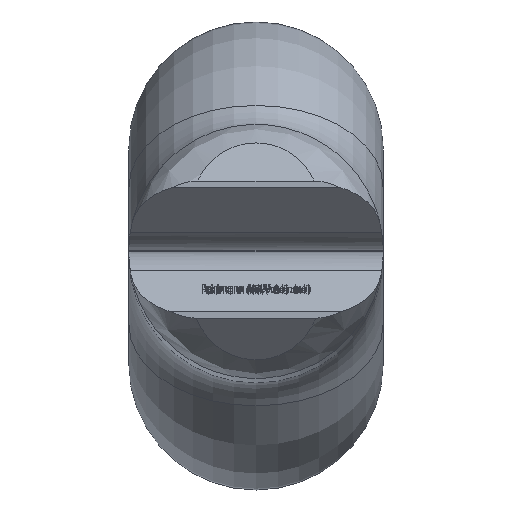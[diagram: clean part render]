
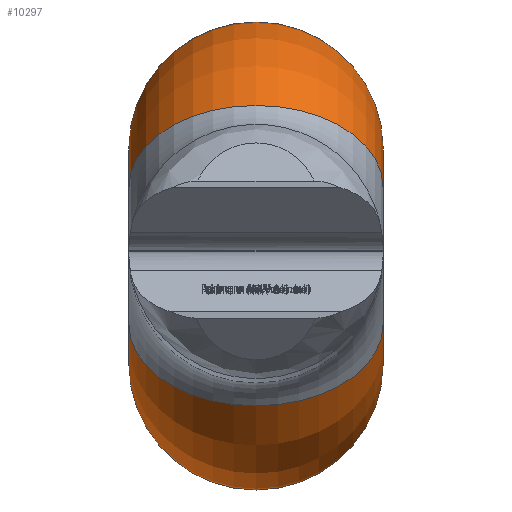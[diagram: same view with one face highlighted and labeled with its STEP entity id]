
A CAD part, top view. The second image highlights one B-rep face of the part: STEP entity #10297.
In plain terms, the highlighted toroidal (fillet/blend) face has major radius 1.7 mm and minor radius 2 mm.
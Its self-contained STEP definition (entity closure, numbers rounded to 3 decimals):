
#403 = CARTESIAN_POINT ( 'NONE',  ( -2., -2., -41.113 ) ) ;
#526 = CARTESIAN_POINT ( 'NONE',  ( 0., -2., -41.113 ) ) ;
#828 = AXIS2_PLACEMENT_3D ( 'NONE', #526, #14826, #14875 ) ;
#2097 = EDGE_CURVE ( 'NONE', #8166, #4282, #4300, .T. ) ;
#2393 = AXIS2_PLACEMENT_3D ( 'NONE', #403, #6635, #4080 ) ;
#3054 = EDGE_CURVE ( 'NONE', #8166, #5049, #3735, .T. ) ;
#3347 = EDGE_CURVE ( 'NONE', #5049, #13466, #15428, .T. ) ;
#3405 = CARTESIAN_POINT ( 'NONE',  ( -2., -3.091, -39.797 ) ) ;
#3660 = CARTESIAN_POINT ( 'NONE',  ( 2., -2., -41.113 ) ) ;
#3735 = CIRCLE ( 'NONE', #15615, 2. ) ;
#4080 = DIRECTION ( 'NONE',  ( 0., 0., 1. ) ) ;
#4282 = VERTEX_POINT ( 'NONE', #10542 ) ;
#4300 = CIRCLE ( 'NONE', #6002, 1.71 ) ;
#5049 = VERTEX_POINT ( 'NONE', #12617 ) ;
#6002 = AXIS2_PLACEMENT_3D ( 'NONE', #3660, #12101, #14535 ) ;
#6635 = DIRECTION ( 'NONE',  ( -1., 0., 0. ) ) ;
#7380 = FACE_OUTER_BOUND ( 'NONE', #11098, .T. ) ;
#7671 = ORIENTED_EDGE ( 'NONE', *, *, #3347, .F. ) ;
#8166 = VERTEX_POINT ( 'NONE', #11953 ) ;
#10297 = ADVANCED_FACE ( 'NONE', ( #7380 ), #10436, .T. ) ;
#10436 = TOROIDAL_SURFACE ( 'NONE', #828, 1.7, 2. ) ;
#10542 = CARTESIAN_POINT ( 'NONE',  ( 2., -3.091, -39.797 ) ) ;
#10558 = DIRECTION ( 'NONE',  ( 0., -0.77, 0.638 ) ) ;
#11098 = EDGE_LOOP ( 'NONE', ( #12908, #13540, #15064, #7671 ) ) ;
#11168 = DIRECTION ( 'NONE',  ( 1., 0., 0. ) ) ;
#11357 = DIRECTION ( 'NONE',  ( 0., -0.77, -0.638 ) ) ;
#11953 = CARTESIAN_POINT ( 'NONE',  ( 2., -0.909, -39.797 ) ) ;
#12101 = DIRECTION ( 'NONE',  ( -1., 0., 0. ) ) ;
#12566 = DIRECTION ( 'NONE',  ( 1., 0., 0. ) ) ;
#12617 = CARTESIAN_POINT ( 'NONE',  ( -2., -0.909, -39.797 ) ) ;
#12691 = CIRCLE ( 'NONE', #15074, 2. ) ;
#12908 = ORIENTED_EDGE ( 'NONE', *, *, #3054, .F. ) ;
#13466 = VERTEX_POINT ( 'NONE', #3405 ) ;
#13540 = ORIENTED_EDGE ( 'NONE', *, *, #2097, .T. ) ;
#13624 = CARTESIAN_POINT ( 'NONE',  ( 0., -3.085, -39.804 ) ) ;
#13970 = EDGE_CURVE ( 'NONE', #4282, #13466, #12691, .T. ) ;
#14161 = CARTESIAN_POINT ( 'NONE',  ( 0., -0.915, -39.804 ) ) ;
#14535 = DIRECTION ( 'NONE',  ( 0., 0., 1. ) ) ;
#14826 = DIRECTION ( 'NONE',  ( -1., 0., 0. ) ) ;
#14875 = DIRECTION ( 'NONE',  ( 0., 0., 1. ) ) ;
#15064 = ORIENTED_EDGE ( 'NONE', *, *, #13970, .T. ) ;
#15074 = AXIS2_PLACEMENT_3D ( 'NONE', #13624, #11357, #12566 ) ;
#15428 = CIRCLE ( 'NONE', #2393, 1.71 ) ;
#15615 = AXIS2_PLACEMENT_3D ( 'NONE', #14161, #10558, #11168 ) ;
